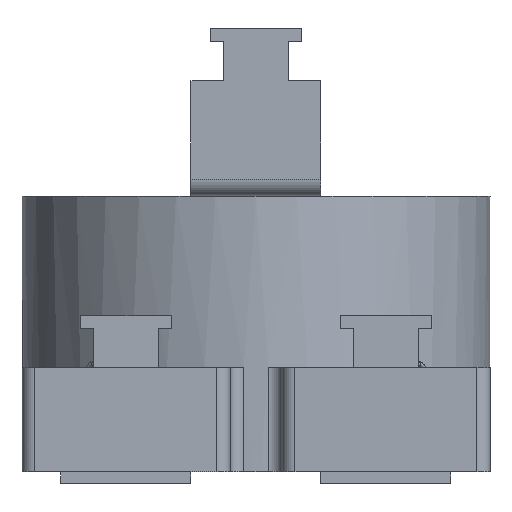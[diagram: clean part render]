
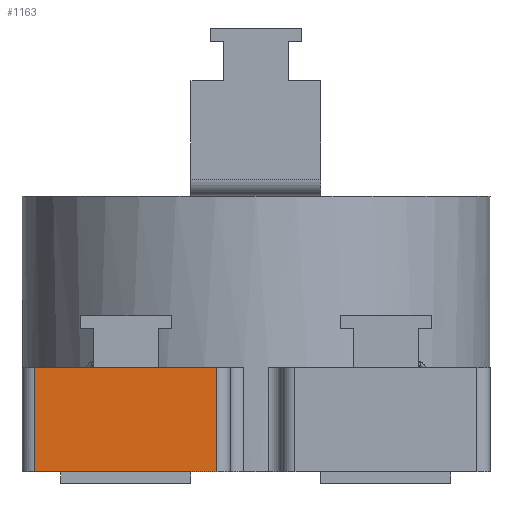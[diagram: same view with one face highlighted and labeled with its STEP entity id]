
A CAD part, left-side view. The second image highlights one B-rep face of the part: STEP entity #1163.
In plain terms, the highlighted planar face has unit normal (-1, 0, 0).
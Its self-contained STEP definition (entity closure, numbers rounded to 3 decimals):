
#1163 = ADVANCED_FACE( '', ( #3283 ), #3284, .T. );
#3283 = FACE_OUTER_BOUND( '', #9345, .T. );
#3284 = PLANE( '', #9346 );
#9345 = EDGE_LOOP( '', ( #38767, #38768, #38769, #38770 ) );
#9346 = AXIS2_PLACEMENT_3D( '', #38771, #38772, #38773 );
#38767 = ORIENTED_EDGE( '', *, *, #44902, .F. );
#38768 = ORIENTED_EDGE( '', *, *, #44903, .T. );
#38769 = ORIENTED_EDGE( '', *, *, #44904, .T. );
#38770 = ORIENTED_EDGE( '', *, *, #44905, .T. );
#38771 = CARTESIAN_POINT( '', ( -11.5, 1., -6.6 ) );
#38772 = DIRECTION( '', ( -1., 0., 0. ) );
#38773 = DIRECTION( '', ( 0., -1., 0. ) );
#44902 = EDGE_CURVE( '', #47458, #47459, #47460, .T. );
#44903 = EDGE_CURVE( '', #47458, #47461, #47462, .F. );
#44904 = EDGE_CURVE( '', #47461, #47463, #47464, .T. );
#44905 = EDGE_CURVE( '', #47463, #47459, #47465, .T. );
#47458 = VERTEX_POINT( '', #51174 );
#47459 = VERTEX_POINT( '', #51175 );
#47460 = LINE( '', #51176, #51177 );
#47461 = VERTEX_POINT( '', #51178 );
#47462 = LINE( '', #51179, #51180 );
#47463 = VERTEX_POINT( '', #51181 );
#47464 = LINE( '', #51182, #51183 );
#47465 = LINE( '', #51184, #51185 );
#51174 = CARTESIAN_POINT( '', ( -11.5, 1.5, -10.6 ) );
#51175 = CARTESIAN_POINT( '', ( -11.5, 8.5, -10.6 ) );
#51176 = CARTESIAN_POINT( '', ( -11.5, 1., -10.6 ) );
#51177 = VECTOR( '', #55420, 1000. );
#51178 = CARTESIAN_POINT( '', ( -11.5, 1.5, -6.6 ) );
#51179 = CARTESIAN_POINT( '', ( -11.5, 1.5, -6.6 ) );
#51180 = VECTOR( '', #55421, 1000. );
#51181 = CARTESIAN_POINT( '', ( -11.5, 8.5, -6.6 ) );
#51182 = CARTESIAN_POINT( '', ( -11.5, 1., -6.6 ) );
#51183 = VECTOR( '', #55422, 1000. );
#51184 = CARTESIAN_POINT( '', ( -11.5, 8.5, -6.6 ) );
#51185 = VECTOR( '', #55423, 1000. );
#55420 = DIRECTION( '', ( 0., 1., 0. ) );
#55421 = DIRECTION( '', ( 0., 0., -1. ) );
#55422 = DIRECTION( '', ( 0., 1., 0. ) );
#55423 = DIRECTION( '', ( 0., 0., -1. ) );
